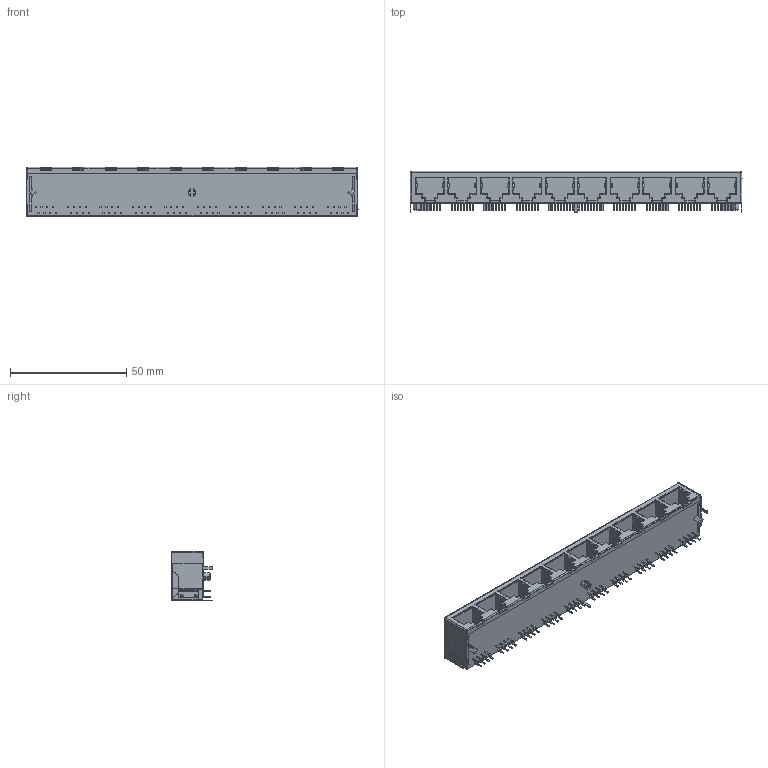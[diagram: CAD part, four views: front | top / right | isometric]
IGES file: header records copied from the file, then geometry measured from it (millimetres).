
Start section: SolidWorks IGES file using analytic representation for surfaces
Global section: file name: GSGX-NS-10-88.IGS; native system: SolidWorks 2020; preprocessor: SolidWorks 2020; author: Dan; date: 200331.081938; units: millimetre
Bounding box: 142.88 x 17.8 x 21.27 mm (x, y, z)
Surface area: 28777.7 mm2 (no closed solid volume)
Topology: 0 solids, 0 shells, 1551 faces, 10744 edges, 10740 vertices
Faces by surface type: bspline 1071, revolution 480
